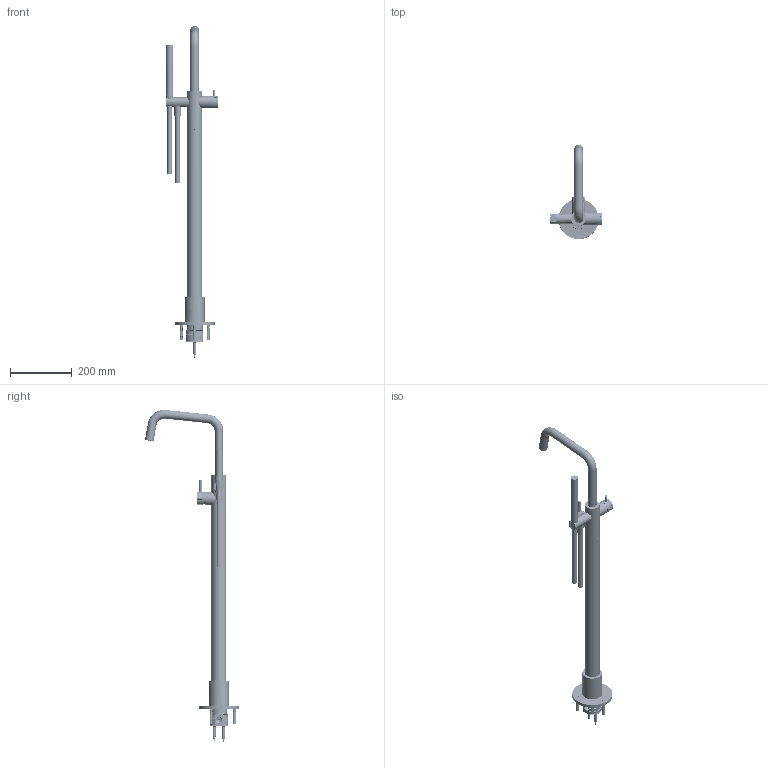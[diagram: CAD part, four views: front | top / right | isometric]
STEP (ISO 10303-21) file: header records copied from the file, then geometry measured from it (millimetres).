
FILE_DESCRIPTION(/* description */ ('Unknown'),/* implementation_level */ '2;1');
FILE_NAME(/* name */ 'AR087D',/* time_stamp */ '2023-02-06T11:59:39+01:00',/* author */ ('Unknown'),/* organization */ ('Unknown'),/* preprocessor_version */ 'ST-DEVELOPER v18.102',/* originating_system */ 'Solid Edge',/* authorisation */ 'Unknown');
FILE_SCHEMA (('AUTOMOTIVE_DESIGN {1 0 10303 214 3 1 1}'));
Products named in the file (103): AR087D-00; B077-003; parte superiore; oring7.65x1.78.1; treccia__S_x12.2; SA40-003_1; bussola_aggraffatura.2; tubo_epdm8.2; parte inferiore; bussola_aggraffatura.2.1; guarnizione_inserita; codolo_cartella.1; calotta_3-8; AR077-13; AR077-04; B077-08; AR031-04; BR005-15; AR087-003; AR031-08; AR087-03; VG274; AR003-19; AR077-01; B077-06; B077-002; B077-47; AR087-005; AR087-05; AR077-08 - Dev; AR031-03; B077-001; B077-10; B077-27; AR077-009; B077-51; b077_57; b077_58; B077-14; B077-12 ...
Assembly tree (119 placements, depth 4):
  AR087D-00
    B077-003
      parte superiore
        oring7.65x1.78.1
        treccia__S_x12.2
        SA40-003_1
        bussola_aggraffatura.2
        tubo_epdm8.2
      parte inferiore
        bussola_aggraffatura.2.1
        guarnizione_inserita
        codolo_cartella.1
        calotta_3-8
        treccia__S_x12.2
    AR077-13
    AR077-04
    B077-08
    AR031-04
    BR005-15  x2
    AR087-003
      AR031-08
      AR087-03
      VG274
      AR003-19
    AR077-01
    B077-06  x2
    B077-002
      parte superiore
        oring7.65x1.78.1
        treccia__S_x12.2
        SA40-003_1
        bussola_aggraffatura.2
        tubo_epdm8.2
      parte inferiore
        bussola_aggraffatura.2.1
        guarnizione_inserita
        codolo_cartella.1
        calotta_3-8
        treccia__S_x12.2
    B077-47
    AR087-005
      AR087-05
      VG274
      AR077-08 - Dev
    AR031-03
    B077-001
      B077-10
      B077-27
    AR077-009  x3
      B077-51
        b077_57
        b077_58
      B077-14
      B077-12
      B077-13
    SDS7-14  x2
    AR077-05
    SDS7-29  x2
    AR077-03
    AR077-02
Bounding box: 169.43 x 303.5 x 1073.57 mm (x, y, z)
Volume: 1176673.7 mm3; surface area: 782756.1 mm2
Topology: 122 solids, 125 shells, 4228 faces, 10785 edges, 6934 vertices
Faces by surface type: plane 1744, cylinder 1091, cone 432, sphere 376, torus 301, bspline 284
Full cylindrical faces by diameter (mm): 0.913 x1, 0.916 x1, 1.2 x29, 1.5 x1, 2.5 x3, 2.534 x1, 2.8 x1, 2.838 x1, 3 x1, 3.2 x1, 3.242 x2, 3.3 x1, 3.5 x4, 4 x6, 4.1 x1, 4.134 x2, 4.2 x7, 4.8 x4, 4.865 x1, 4.917 x2, 5 x15, 5.1 x1, 5.2 x12, 5.5 x1, 5.8 x1, 5.99 x1, 6 x20, 6.081 x1, 6.2 x2, 6.4 x3
Entity records: 138094 total; most frequent: CARTESIAN_POINT 41546, DIRECTION 15830, ORIENTED_EDGE 15058, EDGE_CURVE 7529, AXIS2_PLACEMENT_3D 6503, FACE_BOUND 5339, VERTEX_POINT 5326, EDGE_LOOP 5309
